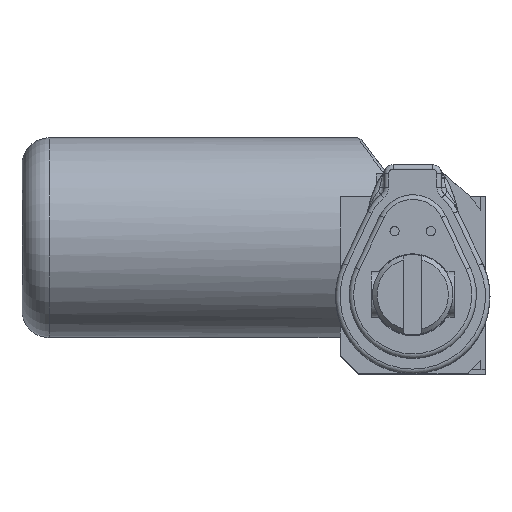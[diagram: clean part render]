
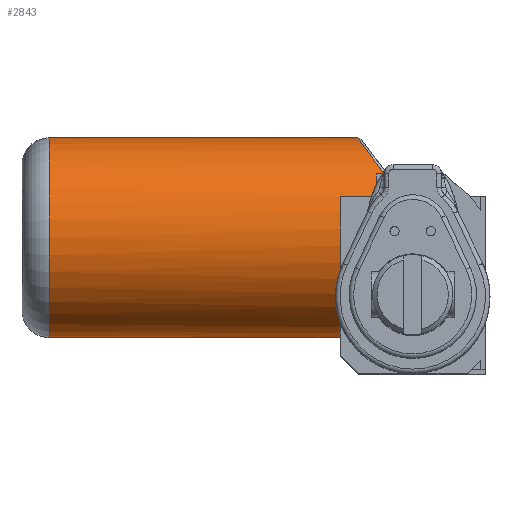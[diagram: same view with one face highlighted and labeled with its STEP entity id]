
A CAD part, top view. The second image highlights one B-rep face of the part: STEP entity #2843.
In plain terms, the highlighted cylindrical face has radius 34.925 mm (diameter 69.85 mm), a full revolution.
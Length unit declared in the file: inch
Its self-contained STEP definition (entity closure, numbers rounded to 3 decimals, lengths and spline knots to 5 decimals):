
#77=ELLIPSE($,#3099,2.01764,1.375);
#80=ELLIPSE($,#3105,1.69104,1.375);
#111=B_SPLINE_CURVE_WITH_KNOTS($,3,(#4893,#4894,#4895,#4896,#4897),
 .UNSPECIFIED.,.F.,.F.,(4,1,4),(0.,0.13616,0.3177),
 .UNSPECIFIED.);
#114=B_SPLINE_CURVE_WITH_KNOTS($,3,(#4988,#4989,#4990,#4991),
 .UNSPECIFIED.,.F.,.F.,(4,4),(2.46011,2.57616),
 .UNSPECIFIED.);
#178=FACE_BOUND($,#929,.T.);
#356=LINE($,#4994,#519);
#359=LINE($,#5004,#522);
#360=LINE($,#5008,#523);
#361=LINE($,#5012,#524);
#362=LINE($,#5015,#525);
#519=VECTOR($,#3621,0.73249);
#522=VECTOR($,#3632,0.15125);
#523=VECTOR($,#3635,1.875);
#524=VECTOR($,#3638,0.5);
#525=VECTOR($,#3641,0.10938);
#661=CYLINDRICAL_SURFACE($,#3110,1.375);
#746=FACE_OUTER_BOUND($,#928,.T.);
#928=EDGE_LOOP($,(#2220,#2221,#2222,#2223,#2224,#2225,#2226,#2227,#2228,
#2229,#2230,#2231));
#929=EDGE_LOOP($,(#2232));
#1187=CIRCLE($,#3111,1.375);
#1188=CIRCLE($,#3112,1.375);
#1189=CIRCLE($,#3113,1.375);
#1190=CIRCLE($,#3114,1.375);
#1356=VERTEX_POINT($,#4818);
#1358=VERTEX_POINT($,#4842);
#1359=VERTEX_POINT($,#4882);
#1362=VERTEX_POINT($,#4891);
#1363=VERTEX_POINT($,#4933);
#1365=VERTEX_POINT($,#4963);
#1369=VERTEX_POINT($,#5003);
#1370=VERTEX_POINT($,#5005);
#1371=VERTEX_POINT($,#5007);
#1372=VERTEX_POINT($,#5009);
#1373=VERTEX_POINT($,#5011);
#1374=VERTEX_POINT($,#5013);
#1375=VERTEX_POINT($,#5016);
#1682=EDGE_CURVE($,#1358,#1356,#77,.T.);
#1687=EDGE_CURVE($,#1362,#1359,#111,.T.);
#1690=EDGE_CURVE($,#1359,#1363,#80,.T.);
#1693=EDGE_CURVE($,#1363,#1365,#114,.T.);
#1695=EDGE_CURVE($,#1356,#1362,#356,.T.);
#1700=EDGE_CURVE($,#1369,#1358,#359,.T.);
#1701=EDGE_CURVE($,#1370,#1369,#1187,.T.);
#1702=EDGE_CURVE($,#1370,#1371,#360,.T.);
#1703=EDGE_CURVE($,#1372,#1371,#1188,.T.);
#1704=EDGE_CURVE($,#1373,#1372,#361,.T.);
#1705=EDGE_CURVE($,#1374,#1373,#1189,.T.);
#1706=EDGE_CURVE($,#1365,#1374,#362,.T.);
#1707=EDGE_CURVE($,#1375,#1375,#1190,.T.);
#2220=ORIENTED_EDGE($,*,*,#1693,.F.);
#2221=ORIENTED_EDGE($,*,*,#1690,.F.);
#2222=ORIENTED_EDGE($,*,*,#1687,.F.);
#2223=ORIENTED_EDGE($,*,*,#1695,.F.);
#2224=ORIENTED_EDGE($,*,*,#1682,.F.);
#2225=ORIENTED_EDGE($,*,*,#1700,.F.);
#2226=ORIENTED_EDGE($,*,*,#1701,.F.);
#2227=ORIENTED_EDGE($,*,*,#1702,.T.);
#2228=ORIENTED_EDGE($,*,*,#1703,.F.);
#2229=ORIENTED_EDGE($,*,*,#1704,.F.);
#2230=ORIENTED_EDGE($,*,*,#1705,.F.);
#2231=ORIENTED_EDGE($,*,*,#1706,.F.);
#2232=ORIENTED_EDGE($,*,*,#1707,.F.);
#2843=ADVANCED_FACE($,(#746,#178),#661,.T.);
#3099=AXIS2_PLACEMENT_3D($,#4855,#3604,#3605);
#3105=AXIS2_PLACEMENT_3D($,#4937,#3616,#3617);
#3110=AXIS2_PLACEMENT_3D($,#5002,#3630,#3631);
#3111=AXIS2_PLACEMENT_3D($,#5006,#3633,#3634);
#3112=AXIS2_PLACEMENT_3D($,#5010,#3636,#3637);
#3113=AXIS2_PLACEMENT_3D($,#5014,#3639,#3640);
#3114=AXIS2_PLACEMENT_3D($,#5017,#3642,#3643);
#3604=DIRECTION('center_axis',(0.681,0.732,0.));
#3605=DIRECTION('ref_axis',(-0.732,0.681,0.));
#3616=DIRECTION('center_axis',(0.813,0.582,0.));
#3617=DIRECTION('ref_axis',(-0.582,0.813,0.));
#3621=DIRECTION($,(-1.,0.,0.));
#3630=DIRECTION('center_axis',(-1.,0.,0.));
#3631=DIRECTION('ref_axis',(0.,0.,-1.));
#3632=DIRECTION($,(-1.,0.,0.));
#3633=DIRECTION('center_axis',(1.,0.,0.));
#3634=DIRECTION('ref_axis',(0.,0.209,-0.978));
#3635=DIRECTION($,(-1.,0.,0.));
#3636=DIRECTION('center_axis',(1.,0.,0.));
#3637=DIRECTION('ref_axis',(0.,0.,-1.));
#3638=DIRECTION($,(-1.,0.,0.));
#3639=DIRECTION('center_axis',(1.,0.,0.));
#3640=DIRECTION('ref_axis',(0.,0.409,-0.912));
#3641=DIRECTION($,(-1.,0.,0.));
#3642=DIRECTION('center_axis',(-1.,0.,0.));
#3643=DIRECTION('ref_axis',(0.,0.,-1.));
#4818=CARTESIAN_POINT('',(0.41374,1.41369,-4.14236));
#4842=CARTESIAN_POINT('',(0.72375,1.125,-4.31718));
#4855=CARTESIAN_POINT('Origin',(1.3278,0.5625,-3.0625));
#4882=CARTESIAN_POINT('',(-0.41875,1.46607,-4.09893));
#4891=CARTESIAN_POINT('',(-0.31875,1.41369,-4.14236));
#4893=CARTESIAN_POINT('Ctrl Pts',(-0.31875,1.41369,-4.14236));
#4894=CARTESIAN_POINT('Ctrl Pts',(-0.33662,1.41369,-4.14236));
#4895=CARTESIAN_POINT('Ctrl Pts',(-0.37809,1.42362,-4.13463));
#4896=CARTESIAN_POINT('Ctrl Pts',(-0.40703,1.44969,-4.11321));
#4897=CARTESIAN_POINT('Ctrl Pts',(-0.41875,1.46607,-4.09893));
#4933=CARTESIAN_POINT('',(-0.41875,1.46607,-2.02607));
#4937=CARTESIAN_POINT('Origin',(0.22813,0.5625,-3.0625));
#4963=CARTESIAN_POINT('',(-0.39062,1.4375,-2.00184));
#4988=CARTESIAN_POINT('Ctrl Pts',(-0.41875,1.46607,-2.02607));
#4989=CARTESIAN_POINT('Ctrl Pts',(-0.41125,1.4556,-2.01694));
#4990=CARTESIAN_POINT('Ctrl Pts',(-0.40191,1.44573,-2.00864));
#4991=CARTESIAN_POINT('Ctrl Pts',(-0.39064,1.43747,-2.00182));
#4994=CARTESIAN_POINT($,(-1.,1.41369,-4.14236));
#5002=CARTESIAN_POINT('Origin',(-1.,0.5625,-3.0625));
#5003=CARTESIAN_POINT('',(0.875,1.125,-4.31718));
#5004=CARTESIAN_POINT($,(-1.,1.125,-4.31718));
#5005=CARTESIAN_POINT('',(0.875,0.5625,-4.4375));
#5006=CARTESIAN_POINT('Origin',(0.875,0.5625,-3.0625));
#5007=CARTESIAN_POINT('',(-1.,0.5625,-4.4375));
#5008=CARTESIAN_POINT($,(-1.1875,0.5625,-4.4375));
#5009=CARTESIAN_POINT('',(-1.,1.125,-1.80782));
#5010=CARTESIAN_POINT('Origin',(-1.,0.5625,-3.0625));
#5011=CARTESIAN_POINT('',(-0.5,1.125,-1.80782));
#5012=CARTESIAN_POINT($,(-1.,1.125,-1.80782));
#5013=CARTESIAN_POINT('',(-0.5,1.4375,-2.00184));
#5014=CARTESIAN_POINT('Origin',(-0.5,0.5625,-3.0625));
#5015=CARTESIAN_POINT($,(-1.,1.4375,-2.00184));
#5016=CARTESIAN_POINT('',(-5.,0.5625,-1.6875));
#5017=CARTESIAN_POINT('Origin',(-5.,0.5625,-3.0625));
